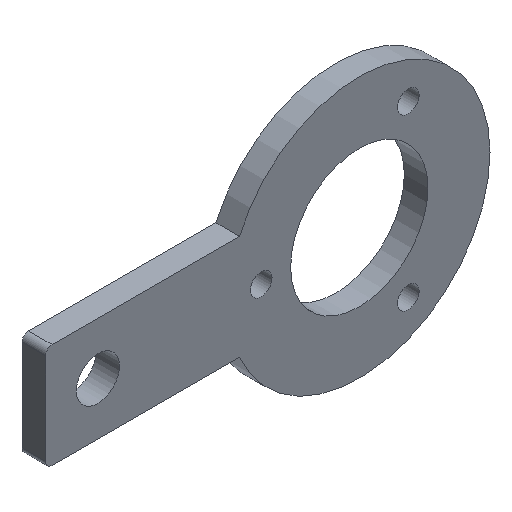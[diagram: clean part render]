
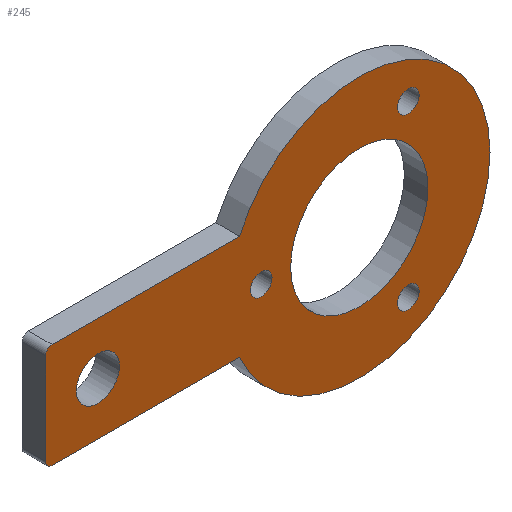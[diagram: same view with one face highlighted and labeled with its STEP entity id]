
A CAD part, isometric view. The second image highlights one B-rep face of the part: STEP entity #245.
In plain terms, the highlighted planar face has unit normal (0, -1, 0).
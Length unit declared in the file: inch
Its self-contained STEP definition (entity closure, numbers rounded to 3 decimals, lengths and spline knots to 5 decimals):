
#23=FACE_BOUND('',#47,.T.);
#24=FACE_BOUND('',#48,.T.);
#25=FACE_BOUND('',#49,.T.);
#26=FACE_BOUND('',#50,.T.);
#27=FACE_BOUND('',#51,.T.);
#33=FACE_OUTER_BOUND('',#46,.T.);
#46=EDGE_LOOP('',(#174,#175,#176,#177,#178,#179));
#47=EDGE_LOOP('',(#180));
#48=EDGE_LOOP('',(#181));
#49=EDGE_LOOP('',(#182));
#50=EDGE_LOOP('',(#183));
#51=EDGE_LOOP('',(#184));
#69=LINE('',#384,#86);
#70=LINE('',#388,#87);
#71=LINE('',#391,#88);
#86=VECTOR('',#307,39.37008);
#87=VECTOR('',#310,39.37008);
#88=VECTOR('',#313,39.37008);
#103=CIRCLE('',#273,0.03937);
#104=CIRCLE('',#274,0.7874);
#105=CIRCLE('',#275,0.03937);
#106=CIRCLE('',#276,0.06496);
#107=CIRCLE('',#277,0.06496);
#108=CIRCLE('',#278,0.06496);
#109=CIRCLE('',#279,0.41339);
#110=CIRCLE('',#280,0.12992);
#119=VERTEX_POINT('',#380);
#120=VERTEX_POINT('',#381);
#121=VERTEX_POINT('',#383);
#122=VERTEX_POINT('',#385);
#123=VERTEX_POINT('',#387);
#124=VERTEX_POINT('',#389);
#125=VERTEX_POINT('',#392);
#126=VERTEX_POINT('',#394);
#127=VERTEX_POINT('',#396);
#128=VERTEX_POINT('',#398);
#129=VERTEX_POINT('',#400);
#141=EDGE_CURVE('',#119,#120,#103,.T.);
#142=EDGE_CURVE('',#120,#121,#69,.T.);
#143=EDGE_CURVE('',#121,#122,#104,.T.);
#144=EDGE_CURVE('',#122,#123,#70,.T.);
#145=EDGE_CURVE('',#123,#124,#105,.T.);
#146=EDGE_CURVE('',#124,#119,#71,.T.);
#147=EDGE_CURVE('',#125,#125,#106,.T.);
#148=EDGE_CURVE('',#126,#126,#107,.T.);
#149=EDGE_CURVE('',#127,#127,#108,.T.);
#150=EDGE_CURVE('',#128,#128,#109,.T.);
#151=EDGE_CURVE('',#129,#129,#110,.T.);
#174=ORIENTED_EDGE('',*,*,#141,.T.);
#175=ORIENTED_EDGE('',*,*,#142,.T.);
#176=ORIENTED_EDGE('',*,*,#143,.T.);
#177=ORIENTED_EDGE('',*,*,#144,.T.);
#178=ORIENTED_EDGE('',*,*,#145,.T.);
#179=ORIENTED_EDGE('',*,*,#146,.T.);
#180=ORIENTED_EDGE('',*,*,#147,.T.);
#181=ORIENTED_EDGE('',*,*,#148,.T.);
#182=ORIENTED_EDGE('',*,*,#149,.T.);
#183=ORIENTED_EDGE('',*,*,#150,.T.);
#184=ORIENTED_EDGE('',*,*,#151,.T.);
#240=PLANE('',#272);
#245=ADVANCED_FACE('',(#33,#23,#24,#25,#26,#27),#240,.T.);
#272=AXIS2_PLACEMENT_3D('',#379,#303,#304);
#273=AXIS2_PLACEMENT_3D('',#382,#305,#306);
#274=AXIS2_PLACEMENT_3D('',#386,#308,#309);
#275=AXIS2_PLACEMENT_3D('',#390,#311,#312);
#276=AXIS2_PLACEMENT_3D('',#393,#314,#315);
#277=AXIS2_PLACEMENT_3D('',#395,#316,#317);
#278=AXIS2_PLACEMENT_3D('',#397,#318,#319);
#279=AXIS2_PLACEMENT_3D('',#399,#320,#321);
#280=AXIS2_PLACEMENT_3D('',#401,#322,#323);
#303=DIRECTION('center_axis',(0.,-1.,0.));
#304=DIRECTION('ref_axis',(0.,0.,-1.));
#305=DIRECTION('center_axis',(0.,-1.,0.));
#306=DIRECTION('ref_axis',(0.,0.,-1.));
#307=DIRECTION('',(1.,0.,0.));
#308=DIRECTION('center_axis',(0.,-1.,0.));
#309=DIRECTION('ref_axis',(0.,0.,1.));
#310=DIRECTION('',(-1.,0.,0.));
#311=DIRECTION('center_axis',(0.,-1.,0.));
#312=DIRECTION('ref_axis',(0.,0.,-1.));
#313=DIRECTION('',(0.,0.,-1.));
#314=DIRECTION('center_axis',(0.,1.,0.));
#315=DIRECTION('ref_axis',(0.,0.,1.));
#316=DIRECTION('center_axis',(0.,1.,0.));
#317=DIRECTION('ref_axis',(0.,0.,1.));
#318=DIRECTION('center_axis',(0.,1.,0.));
#319=DIRECTION('ref_axis',(0.,0.,1.));
#320=DIRECTION('center_axis',(0.,1.,0.));
#321=DIRECTION('ref_axis',(0.,0.,1.));
#322=DIRECTION('center_axis',(0.,1.,0.));
#323=DIRECTION('ref_axis',(0.,0.,1.));
#379=CARTESIAN_POINT('Origin',(0.,-0.024,0.));
#380=CARTESIAN_POINT('',(-1.88976,-0.024,-0.27559));
#381=CARTESIAN_POINT('',(-1.85039,-0.024,-0.31496));
#382=CARTESIAN_POINT('Origin',(-1.85039,-0.024,-0.27559));
#383=CARTESIAN_POINT('',(-0.72167,-0.024,-0.31496));
#384=CARTESIAN_POINT('',(-1.29921,-0.024,-0.31496));
#385=CARTESIAN_POINT('',(-0.72167,-0.024,0.31496));
#386=CARTESIAN_POINT('Origin',(0.,-0.024,0.));
#387=CARTESIAN_POINT('',(-1.85039,-0.024,0.31496));
#388=CARTESIAN_POINT('',(-1.29921,-0.024,0.31496));
#389=CARTESIAN_POINT('',(-1.88976,-0.024,0.27559));
#390=CARTESIAN_POINT('Origin',(-1.85039,-0.024,0.27559));
#391=CARTESIAN_POINT('',(-1.88976,-0.024,0.));
#392=CARTESIAN_POINT('',(0.29528,-0.024,-0.57639));
#393=CARTESIAN_POINT('Origin',(0.29528,-0.024,-0.51143));
#394=CARTESIAN_POINT('',(0.29528,-0.024,0.44647));
#395=CARTESIAN_POINT('Origin',(0.29528,-0.024,0.51143));
#396=CARTESIAN_POINT('',(-0.59055,-0.024,-0.06496));
#397=CARTESIAN_POINT('Origin',(-0.59055,-0.024,0.));
#398=CARTESIAN_POINT('',(0.,-0.024,-0.41339));
#399=CARTESIAN_POINT('Origin',(0.,-0.024,0.));
#400=CARTESIAN_POINT('',(-1.5748,-0.024,-0.12992));
#401=CARTESIAN_POINT('Origin',(-1.5748,-0.024,0.));
